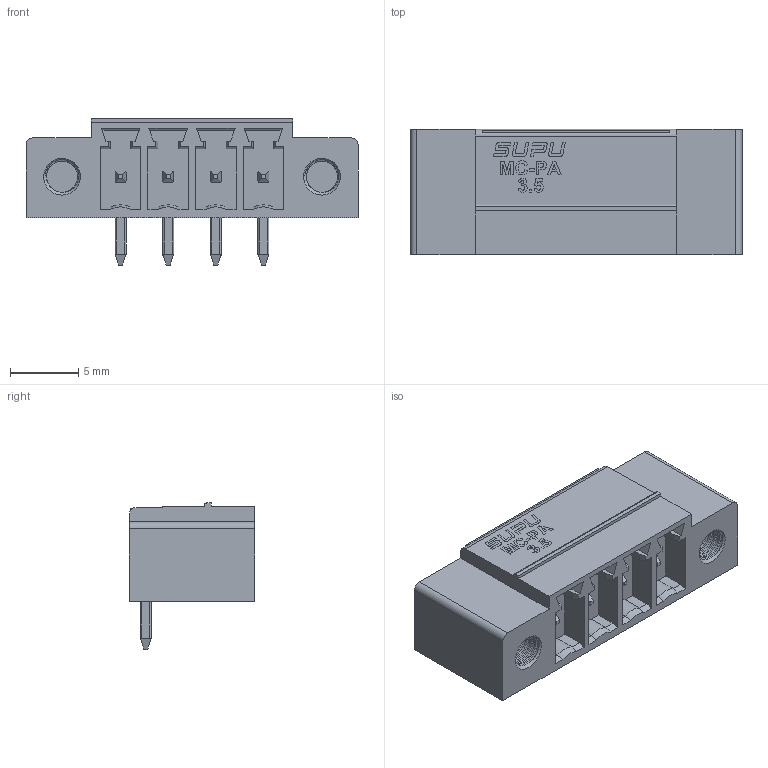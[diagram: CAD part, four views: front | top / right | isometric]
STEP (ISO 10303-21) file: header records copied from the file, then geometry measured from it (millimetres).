
FILE_DESCRIPTION(/* description */ (''),/* implementation_level */ '2;1');
FILE_NAME(/* name */ 'MC-PA3.5H04-0001.stp',/* time_stamp */ '2022-04-15T15:27:17+08:00',/* author */ (''),/* organization */ (''),/* preprocessor_version */ 'ST-DEVELOPER v16.7',/* originating_system */ 'SIEMENS PLM Software NX 12.0',/* authorisation */ '');
FILE_SCHEMA (('AUTOMOTIVE_DESIGN { 1 0 10303 214 3 1 1 1 }'));
Length unit declared in the file: millimetre
Products named in the file (1): SP30587FF5dd9y
Bounding box: 24.4 x 9.2 x 10.75 mm (x, y, z)
Volume: 1247 mm3; surface area: 1312.1 mm2
Topology: 1 solids, 3 shells, 659 faces, 1791 edges, 1179 vertices
Faces by surface type: plane 508, cylinder 74, extrusion 45, cone 28, bspline 4
Full cylindrical faces by diameter (mm): 1.8 x2, 3 x4, 3.4 x2
Entity records: 27250 total; most frequent: CARTESIAN_POINT 10821, ORIENTED_EDGE 3528, DIRECTION 3109, EDGE_CURVE 1764, VECTOR 1421, LINE 1376, VERTEX_POINT 1168, AXIS2_PLACEMENT_3D 844
